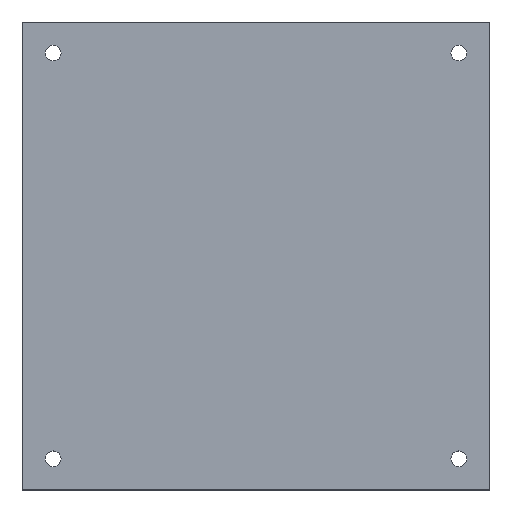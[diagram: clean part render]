
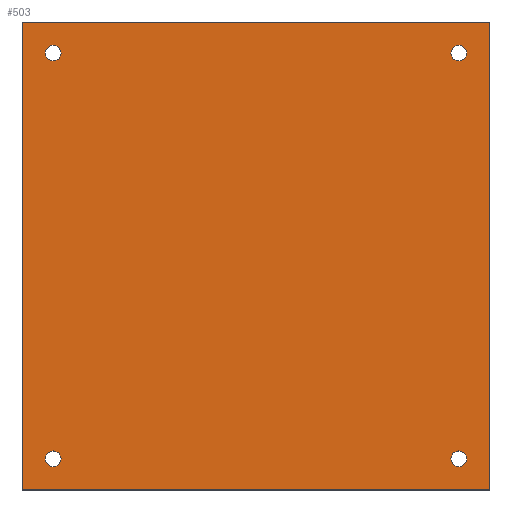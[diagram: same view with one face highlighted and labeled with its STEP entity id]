
A CAD part, top view. The second image highlights one B-rep face of the part: STEP entity #503.
In plain terms, the highlighted planar face has unit normal (0, 0, 1).
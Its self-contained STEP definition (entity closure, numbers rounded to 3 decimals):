
#4 = VERTEX_POINT ( 'NONE', #13 ) ;
#8 = CARTESIAN_POINT ( 'NONE',  ( 142.5, 140., 2. ) ) ;
#12 = CARTESIAN_POINT ( 'NONE',  ( 0., 0., 2. ) ) ;
#13 = CARTESIAN_POINT ( 'NONE',  ( 150., 150., 2. ) ) ;
#15 = VERTEX_POINT ( 'NONE', #21 ) ;
#19 = VERTEX_POINT ( 'NONE', #69 ) ;
#21 = CARTESIAN_POINT ( 'NONE',  ( 7.5, 10., 2. ) ) ;
#23 = DIRECTION ( 'NONE',  ( 0., 0., 1. ) ) ;
#24 = VERTEX_POINT ( 'NONE', #25 ) ;
#25 = CARTESIAN_POINT ( 'NONE',  ( 12.5, 10., 2. ) ) ;
#27 = VERTEX_POINT ( 'NONE', #28 ) ;
#28 = CARTESIAN_POINT ( 'NONE',  ( 7.5, 140., 2. ) ) ;
#32 = VERTEX_POINT ( 'NONE', #38 ) ;
#34 = CARTESIAN_POINT ( 'NONE',  ( 10., 140., 2. ) ) ;
#35 = DIRECTION ( 'NONE',  ( -1., 0., 0. ) ) ;
#37 = CARTESIAN_POINT ( 'NONE',  ( 12.5, 140., 2. ) ) ;
#38 = CARTESIAN_POINT ( 'NONE',  ( 0., 150., 2. ) ) ;
#39 = VERTEX_POINT ( 'NONE', #37 ) ;
#44 = CARTESIAN_POINT ( 'NONE',  ( 137.5, 10., 2. ) ) ;
#46 = CARTESIAN_POINT ( 'NONE',  ( 0., 150., 2. ) ) ;
#53 = DIRECTION ( 'NONE',  ( 1., 0., 0. ) ) ;
#56 = VERTEX_POINT ( 'NONE', #61 ) ;
#57 = CARTESIAN_POINT ( 'NONE',  ( 10., 10., 2. ) ) ;
#60 = CARTESIAN_POINT ( 'NONE',  ( 150., 0., 2. ) ) ;
#61 = CARTESIAN_POINT ( 'NONE',  ( 137.5, 140., 2. ) ) ;
#62 = CARTESIAN_POINT ( 'NONE',  ( 142.5, 10., 2. ) ) ;
#65 = VERTEX_POINT ( 'NONE', #44 ) ;
#68 = DIRECTION ( 'NONE',  ( 0., 0., 1. ) ) ;
#69 = CARTESIAN_POINT ( 'NONE',  ( 0., 0., 2. ) ) ;
#72 = DIRECTION ( 'NONE',  ( 1., 0., 0. ) ) ;
#73 = VERTEX_POINT ( 'NONE', #60 ) ;
#77 = VERTEX_POINT ( 'NONE', #8 ) ;
#79 = CARTESIAN_POINT ( 'NONE',  ( 150., 0., 2. ) ) ;
#82 = CARTESIAN_POINT ( 'NONE',  ( 140., 140., 2. ) ) ;
#83 = DIRECTION ( 'NONE',  ( 0., 0., -1. ) ) ;
#84 = DIRECTION ( 'NONE',  ( -1., 0., 0. ) ) ;
#85 = DIRECTION ( 'NONE',  ( 0., 1., 0. ) ) ;
#86 = DIRECTION ( 'NONE',  ( 0., -1., 0. ) ) ;
#91 = DIRECTION ( 'NONE',  ( 0., 0., 1. ) ) ;
#92 = DIRECTION ( 'NONE',  ( 1., 0., 0. ) ) ;
#94 = CARTESIAN_POINT ( 'NONE',  ( 10., 10., 2. ) ) ;
#98 = CARTESIAN_POINT ( 'NONE',  ( 10., 140., 2. ) ) ;
#104 = DIRECTION ( 'NONE',  ( 0., 0., 1. ) ) ;
#105 = DIRECTION ( 'NONE',  ( 1., 0., 0. ) ) ;
#106 = DIRECTION ( 'NONE',  ( 0., 0., 1. ) ) ;
#107 = DIRECTION ( 'NONE',  ( 1., 0., 0. ) ) ;
#111 = CARTESIAN_POINT ( 'NONE',  ( 140., 10., 2. ) ) ;
#122 = DIRECTION ( 'NONE',  ( 0., 0., 1. ) ) ;
#123 = DIRECTION ( 'NONE',  ( 1., 0., 0. ) ) ;
#124 = CARTESIAN_POINT ( 'NONE',  ( 140., 10., 2. ) ) ;
#127 = DIRECTION ( 'NONE',  ( 0., 0., 1. ) ) ;
#128 = DIRECTION ( 'NONE',  ( 1., 0., 0. ) ) ;
#129 = CARTESIAN_POINT ( 'NONE',  ( 140., 140., 2. ) ) ;
#131 = DIRECTION ( 'NONE',  ( 0., 0., 1. ) ) ;
#132 = DIRECTION ( 'NONE',  ( 1., 0., 0. ) ) ;
#141 = CARTESIAN_POINT ( 'NONE',  ( 0., 0., 2. ) ) ;
#142 = DIRECTION ( 'NONE',  ( 1., 0., 0. ) ) ;
#164 = PLANE ( 'NONE',  #270 ) ;
#169 = CARTESIAN_POINT ( 'NONE',  ( 0., 150., 2. ) ) ;
#171 = VERTEX_POINT ( 'NONE', #62 ) ;
#216 = EDGE_CURVE ( 'NONE', #4, #32, #424, .T. ) ;
#218 = EDGE_CURVE ( 'NONE', #24, #15, #410, .T. ) ;
#219 = EDGE_CURVE ( 'NONE', #27, #39, #445, .T. ) ;
#224 = EDGE_CURVE ( 'NONE', #32, #19, #380, .T. ) ;
#229 = EDGE_CURVE ( 'NONE', #73, #4, #426, .T. ) ;
#230 = EDGE_CURVE ( 'NONE', #77, #56, #291, .T. ) ;
#235 = EDGE_CURVE ( 'NONE', #15, #24, #387, .T. ) ;
#236 = EDGE_CURVE ( 'NONE', #39, #27, #420, .T. ) ;
#243 = EDGE_CURVE ( 'NONE', #65, #171, #432, .T. ) ;
#245 = EDGE_CURVE ( 'NONE', #171, #65, #437, .T. ) ;
#246 = EDGE_CURVE ( 'NONE', #56, #77, #374, .T. ) ;
#251 = EDGE_CURVE ( 'NONE', #19, #73, #473, .T. ) ;
#270 = AXIS2_PLACEMENT_3D ( 'NONE', #169, #83, #84 ) ;
#280 = FACE_BOUND ( 'NONE', #416, .T. ) ;
#288 = ORIENTED_EDGE ( 'NONE', *, *, #216, .T. ) ;
#290 = ORIENTED_EDGE ( 'NONE', *, *, #229, .T. ) ;
#291 = CIRCLE ( 'NONE', #526, 2.5 ) ;
#294 = ORIENTED_EDGE ( 'NONE', *, *, #230, .F. ) ;
#296 = ORIENTED_EDGE ( 'NONE', *, *, #218, .F. ) ;
#306 = ORIENTED_EDGE ( 'NONE', *, *, #235, .F. ) ;
#310 = VECTOR ( 'NONE', #85, 1000. ) ;
#316 = ORIENTED_EDGE ( 'NONE', *, *, #251, .T. ) ;
#328 = ORIENTED_EDGE ( 'NONE', *, *, #243, .F. ) ;
#329 = EDGE_LOOP ( 'NONE', ( #296, #306 ) ) ;
#333 = FACE_OUTER_BOUND ( 'NONE', #434, .T. ) ;
#340 = VECTOR ( 'NONE', #35, 1000. ) ;
#355 = ORIENTED_EDGE ( 'NONE', *, *, #236, .F. ) ;
#356 = ORIENTED_EDGE ( 'NONE', *, *, #219, .F. ) ;
#357 = ORIENTED_EDGE ( 'NONE', *, *, #224, .T. ) ;
#366 = ORIENTED_EDGE ( 'NONE', *, *, #246, .F. ) ;
#374 = CIRCLE ( 'NONE', #487, 2.5 ) ;
#380 = LINE ( 'NONE', #12, #384 ) ;
#384 = VECTOR ( 'NONE', #86, 1000. ) ;
#387 = CIRCLE ( 'NONE', #522, 2.5 ) ;
#395 = EDGE_LOOP ( 'NONE', ( #444, #328 ) ) ;
#410 = CIRCLE ( 'NONE', #521, 2.5 ) ;
#416 = EDGE_LOOP ( 'NONE', ( #294, #366 ) ) ;
#420 = CIRCLE ( 'NONE', #529, 2.5 ) ;
#424 = LINE ( 'NONE', #46, #340 ) ;
#426 = LINE ( 'NONE', #79, #310 ) ;
#432 = CIRCLE ( 'NONE', #532, 2.5 ) ;
#434 = EDGE_LOOP ( 'NONE', ( #357, #316, #290, #288 ) ) ;
#435 = EDGE_LOOP ( 'NONE', ( #355, #356 ) ) ;
#437 = CIRCLE ( 'NONE', #531, 2.5 ) ;
#438 = FACE_BOUND ( 'NONE', #329, .T. ) ;
#444 = ORIENTED_EDGE ( 'NONE', *, *, #245, .F. ) ;
#445 = CIRCLE ( 'NONE', #523, 2.5 ) ;
#449 = FACE_BOUND ( 'NONE', #435, .T. ) ;
#455 = VECTOR ( 'NONE', #142, 1000. ) ;
#462 = FACE_BOUND ( 'NONE', #395, .T. ) ;
#473 = LINE ( 'NONE', #141, #455 ) ;
#487 = AXIS2_PLACEMENT_3D ( 'NONE', #129, #131, #132 ) ;
#503 = ADVANCED_FACE ( 'NONE', ( #462, #438, #280, #449, #333 ), #164, .F. ) ;
#521 = AXIS2_PLACEMENT_3D ( 'NONE', #57, #68, #53 ) ;
#522 = AXIS2_PLACEMENT_3D ( 'NONE', #94, #104, #105 ) ;
#523 = AXIS2_PLACEMENT_3D ( 'NONE', #34, #23, #72 ) ;
#526 = AXIS2_PLACEMENT_3D ( 'NONE', #82, #91, #92 ) ;
#529 = AXIS2_PLACEMENT_3D ( 'NONE', #98, #106, #107 ) ;
#531 = AXIS2_PLACEMENT_3D ( 'NONE', #124, #127, #128 ) ;
#532 = AXIS2_PLACEMENT_3D ( 'NONE', #111, #122, #123 ) ;
